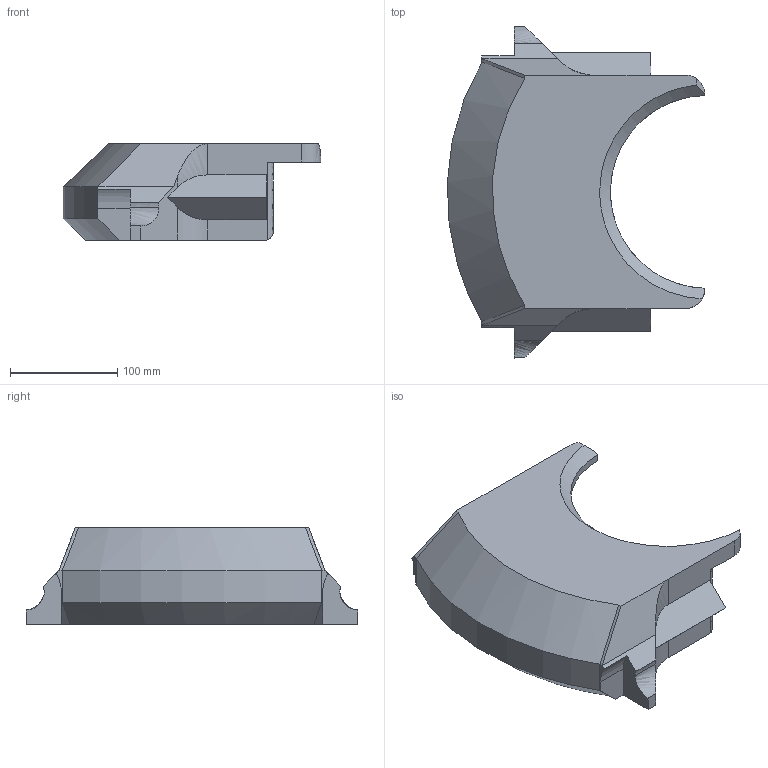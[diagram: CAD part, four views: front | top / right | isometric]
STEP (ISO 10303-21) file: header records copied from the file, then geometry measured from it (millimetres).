
FILE_DESCRIPTION(/* description */ (''),/* implementation_level */ '2;1');
FILE_NAME(/* name */ 'E-TKT_025-structure_M_top_wheel_cover',/* time_stamp */ '2023-04-19T19:28:26-03:00',/* author */ (''),/* organization */ (''),/* preprocessor_version */ 'ST-DEVELOPER v16.5',/* originating_system */ '',/* authorisation */ '');
FILE_SCHEMA (('AUTOMOTIVE_DESIGN'));
Length unit declared in the file: centimetre
Products named in the file (1): Document
Bounding box: 240.31 x 310 x 90 mm (x, y, z)
Volume: 2963216.7 mm3; surface area: 152514.6 mm2
Topology: 1 solids, 1 shells, 52 faces, 142 edges, 92 vertices
Faces by surface type: bspline 31, plane 21
Entity records: 1802 total; most frequent: CARTESIAN_POINT 934, ORIENTED_EDGE 284, EDGE_CURVE 142, B_SPLINE_CURVE_WITH_KNOTS 92, VERTEX_POINT 92, ADVANCED_FACE 52, FACE_OUTER_BOUND 52, EDGE_LOOP 52
